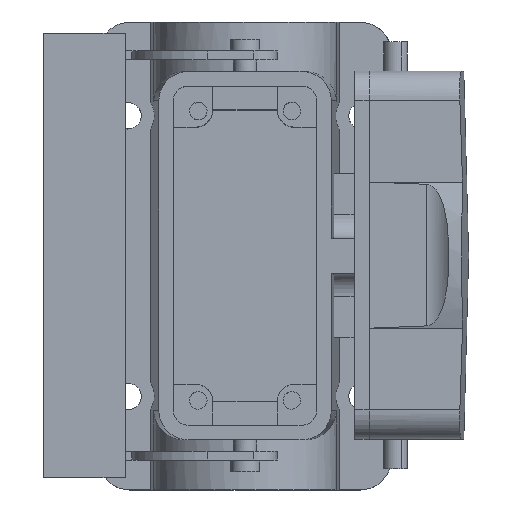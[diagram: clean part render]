
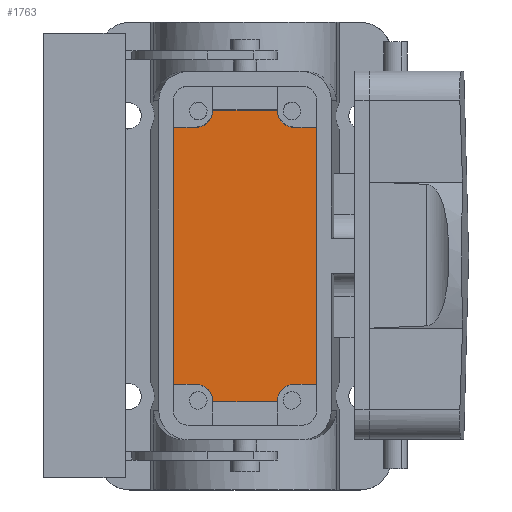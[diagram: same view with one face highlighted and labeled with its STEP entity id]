
A CAD part, top view. The second image highlights one B-rep face of the part: STEP entity #1763.
In plain terms, the highlighted planar face has unit normal (0, 0, 1).
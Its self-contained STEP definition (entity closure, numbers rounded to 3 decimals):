
#366=AXIS2_PLACEMENT_3D('Circle Axis2P3D',#364,#365,$) ;
#460=AXIS2_PLACEMENT_3D('Circle Axis2P3D',#458,#459,$) ;
#1686=AXIS2_PLACEMENT_3D('Plane Axis2P3D',#1683,#1684,#1685) ;
#1690=AXIS2_PLACEMENT_3D('Circle Axis2P3D',#1688,#1689,$) ;
#1739=AXIS2_PLACEMENT_3D('Circle Axis2P3D',#1737,#1738,$) ;
#361=CARTESIAN_POINT('Vertex',(29.,15.,4.5)) ;
#364=CARTESIAN_POINT('Axis2P3D Location',(26.,15.,4.5)) ;
#368=CARTESIAN_POINT('Vertex',(26.,18.,4.5)) ;
#455=CARTESIAN_POINT('Vertex',(43.,18.,4.5)) ;
#458=CARTESIAN_POINT('Axis2P3D Location',(43.,15.,4.5)) ;
#462=CARTESIAN_POINT('Vertex',(40.,15.,4.5)) ;
#481=CARTESIAN_POINT('Line Origine',(34.5,15.,4.5)) ;
#1683=CARTESIAN_POINT('Axis2P3D Location',(34.5,40.,4.5)) ;
#1688=CARTESIAN_POINT('Axis2P3D Location',(26.,65.,4.5)) ;
#1692=CARTESIAN_POINT('Vertex',(26.,62.,4.5)) ;
#1694=CARTESIAN_POINT('Vertex',(29.,65.,4.5)) ;
#1697=CARTESIAN_POINT('Line Origine',(24.125,62.,4.5)) ;
#1701=CARTESIAN_POINT('Vertex',(22.25,62.,4.5)) ;
#1704=CARTESIAN_POINT('Line Origine',(22.25,40.,4.5)) ;
#1708=CARTESIAN_POINT('Vertex',(22.25,18.,4.5)) ;
#1711=CARTESIAN_POINT('Line Origine',(24.125,18.,4.5)) ;
#1716=CARTESIAN_POINT('Line Origine',(44.875,18.,4.5)) ;
#1720=CARTESIAN_POINT('Vertex',(46.75,18.,4.5)) ;
#1723=CARTESIAN_POINT('Line Origine',(46.75,40.,4.5)) ;
#1727=CARTESIAN_POINT('Vertex',(46.75,62.,4.5)) ;
#1730=CARTESIAN_POINT('Line Origine',(44.875,62.,4.5)) ;
#1734=CARTESIAN_POINT('Vertex',(43.,62.,4.5)) ;
#1737=CARTESIAN_POINT('Axis2P3D Location',(43.,65.,4.5)) ;
#1741=CARTESIAN_POINT('Vertex',(40.,65.,4.5)) ;
#1744=CARTESIAN_POINT('Line Origine',(34.5,65.,4.5)) ;
#365=DIRECTION('Axis2P3D Direction',(0.,0.,-1.)) ;
#459=DIRECTION('Axis2P3D Direction',(-0.,0.,-1.)) ;
#482=DIRECTION('Vector Direction',(-1.,0.,0.)) ;
#1684=DIRECTION('Axis2P3D Direction',(-0.,0.,1.)) ;
#1685=DIRECTION('Axis2P3D XDirection',(0.,-1.,0.)) ;
#1689=DIRECTION('Axis2P3D Direction',(-0.,0.,1.)) ;
#1698=DIRECTION('Vector Direction',(-1.,0.,0.)) ;
#1705=DIRECTION('Vector Direction',(0.,1.,0.)) ;
#1712=DIRECTION('Vector Direction',(-1.,0.,0.)) ;
#1717=DIRECTION('Vector Direction',(1.,0.,0.)) ;
#1724=DIRECTION('Vector Direction',(0.,-1.,0.)) ;
#1731=DIRECTION('Vector Direction',(1.,0.,0.)) ;
#1738=DIRECTION('Axis2P3D Direction',(-0.,0.,1.)) ;
#1745=DIRECTION('Vector Direction',(-1.,0.,0.)) ;
#483=VECTOR('Line Direction',#482,1.) ;
#1699=VECTOR('Line Direction',#1698,1.) ;
#1706=VECTOR('Line Direction',#1705,1.) ;
#1713=VECTOR('Line Direction',#1712,1.) ;
#1718=VECTOR('Line Direction',#1717,1.) ;
#1725=VECTOR('Line Direction',#1724,1.) ;
#1732=VECTOR('Line Direction',#1731,1.) ;
#1746=VECTOR('Line Direction',#1745,1.) ;
#1750=ORIENTED_EDGE('',*,*,#1696,.F.) ;
#1751=ORIENTED_EDGE('',*,*,#1703,.T.) ;
#1752=ORIENTED_EDGE('',*,*,#1710,.T.) ;
#1753=ORIENTED_EDGE('',*,*,#1715,.F.) ;
#1754=ORIENTED_EDGE('',*,*,#370,.F.) ;
#1755=ORIENTED_EDGE('',*,*,#485,.F.) ;
#1756=ORIENTED_EDGE('',*,*,#464,.F.) ;
#1757=ORIENTED_EDGE('',*,*,#1722,.T.) ;
#1758=ORIENTED_EDGE('',*,*,#1729,.T.) ;
#1759=ORIENTED_EDGE('',*,*,#1736,.F.) ;
#1760=ORIENTED_EDGE('',*,*,#1743,.F.) ;
#1761=ORIENTED_EDGE('',*,*,#1748,.T.) ;
#1763=ADVANCED_FACE('Housing',(#1762),#1687,.T.) ;
#367=CIRCLE('generated circle',#366,3.) ;
#461=CIRCLE('generated circle',#460,3.) ;
#1691=CIRCLE('generated circle',#1690,3.) ;
#1740=CIRCLE('generated circle',#1739,3.) ;
#370=EDGE_CURVE('',#362,#369,#367,.F.) ;
#464=EDGE_CURVE('',#456,#463,#461,.F.) ;
#485=EDGE_CURVE('',#463,#362,#484,.T.) ;
#1696=EDGE_CURVE('',#1693,#1695,#1691,.T.) ;
#1703=EDGE_CURVE('',#1693,#1702,#1700,.T.) ;
#1710=EDGE_CURVE('',#1702,#1709,#1707,.F.) ;
#1715=EDGE_CURVE('',#369,#1709,#1714,.T.) ;
#1722=EDGE_CURVE('',#456,#1721,#1719,.T.) ;
#1729=EDGE_CURVE('',#1721,#1728,#1726,.F.) ;
#1736=EDGE_CURVE('',#1735,#1728,#1733,.T.) ;
#1743=EDGE_CURVE('',#1742,#1735,#1740,.T.) ;
#1748=EDGE_CURVE('',#1742,#1695,#1747,.T.) ;
#1749=EDGE_LOOP('',(#1750,#1751,#1752,#1753,#1754,#1755,#1756,#1757,#1758,#1759,#1760,#1761)) ;
#1762=FACE_OUTER_BOUND('',#1749,.T.) ;
#484=LINE('Line',#481,#483) ;
#1700=LINE('Line',#1697,#1699) ;
#1707=LINE('Line',#1704,#1706) ;
#1714=LINE('Line',#1711,#1713) ;
#1719=LINE('Line',#1716,#1718) ;
#1726=LINE('Line',#1723,#1725) ;
#1733=LINE('Line',#1730,#1732) ;
#1747=LINE('Line',#1744,#1746) ;
#1687=PLANE('',#1686) ;
#362=VERTEX_POINT('',#361) ;
#369=VERTEX_POINT('',#368) ;
#456=VERTEX_POINT('',#455) ;
#463=VERTEX_POINT('',#462) ;
#1693=VERTEX_POINT('',#1692) ;
#1695=VERTEX_POINT('',#1694) ;
#1702=VERTEX_POINT('',#1701) ;
#1709=VERTEX_POINT('',#1708) ;
#1721=VERTEX_POINT('',#1720) ;
#1728=VERTEX_POINT('',#1727) ;
#1735=VERTEX_POINT('',#1734) ;
#1742=VERTEX_POINT('',#1741) ;
